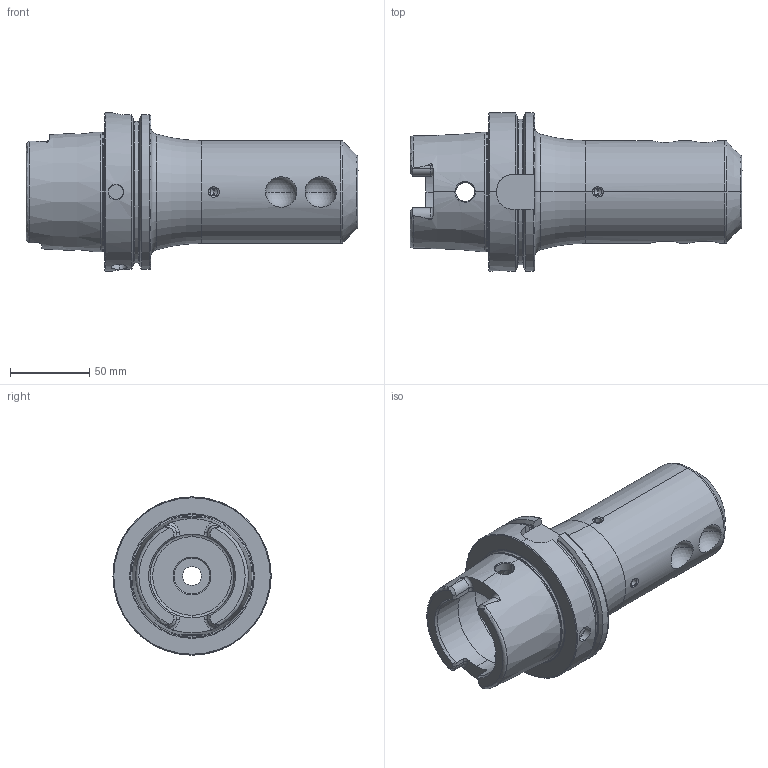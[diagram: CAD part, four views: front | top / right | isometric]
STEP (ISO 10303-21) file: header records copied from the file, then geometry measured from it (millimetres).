
FILE_DESCRIPTION (( 'STEP AP203' ), '1' );
FILE_NAME ('HA0.W25.K21.160.STEP', '2011-07-12T14:02:27', ( 'baer' ), ( 'Hewlett-Packard Company' ), 'SwSTEP 2.0', 'SolidWorks 2009', '' );
FILE_SCHEMA (( 'CONFIG_CONTROL_DESIGN' ));
Length unit declared in the file: millimetre
Products named in the file (4): HA0.W25.K21.160; HA0-W25.K21.160_D_Fertigbearbeitung; ERU-CJ3.001.008_Default; W25-ER1.001.020_Default
Assembly tree (5 placements, depth 2):
  HA0.W25.K21.160
    ERU-CJ3.001.008_Default  x2
    W25-ER1.001.020_Default  x2
    HA0-W25.K21.160_D_Fertigbearbeitung
Bounding box: 210 x 100 x 100 mm (x, y, z)
Volume: 647192.7 mm3; surface area: 89429.8 mm2
Topology: 5 solids, 5 shells, 311 faces, 770 edges, 464 vertices
Faces by surface type: plane 90, cylinder 87, cone 76, torus 46, bspline 8, sphere 4
Entity records: 11350 total; most frequent: CARTESIAN_POINT 4642, ORIENTED_EDGE 1328, DIRECTION 1281, EDGE_CURVE 664, AXIS2_PLACEMENT_3D 520, VERTEX_POINT 412, EDGE_LOOP 300, FACE_OUTER_BOUND 272
